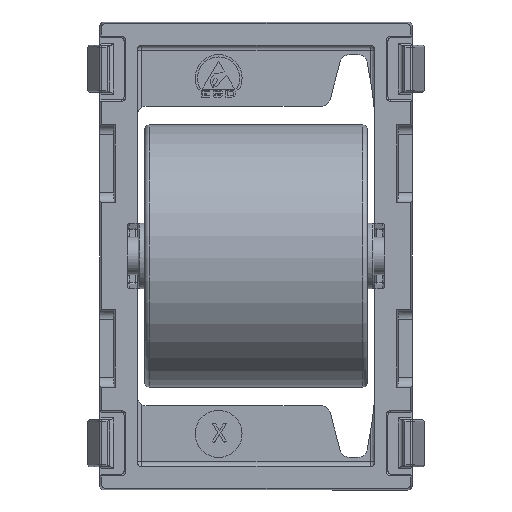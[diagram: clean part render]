
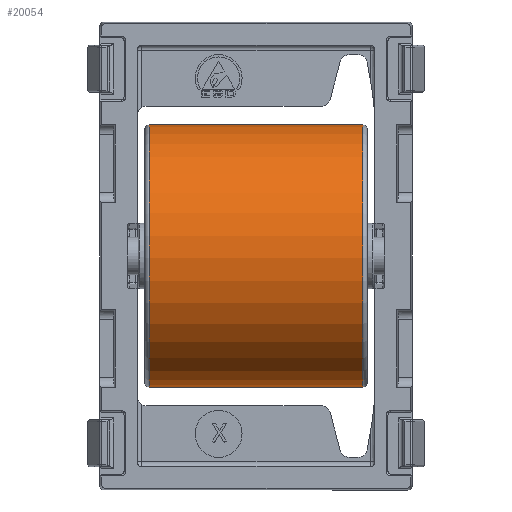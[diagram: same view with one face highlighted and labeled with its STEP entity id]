
A CAD part, front view. The second image highlights one B-rep face of the part: STEP entity #20054.
In plain terms, the highlighted cylindrical face has radius 14 mm (diameter 28 mm), a partial arc.
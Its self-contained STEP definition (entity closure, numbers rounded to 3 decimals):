
#545 = CARTESIAN_POINT ( 'NONE',  ( 14., 0., 11.9 ) ) ;
#584 = CYLINDRICAL_SURFACE ( 'NONE', #19880, 14. ) ;
#2856 = DIRECTION ( 'NONE',  ( 0., 0., -1. ) ) ;
#2934 = DIRECTION ( 'NONE',  ( 0., 0., -1. ) ) ;
#3808 = CARTESIAN_POINT ( 'NONE',  ( 14., 0., -11.4 ) ) ;
#4440 = VERTEX_POINT ( 'NONE', #7157 ) ;
#4538 = EDGE_CURVE ( 'NONE', #4440, #14584, #14541, .T. ) ;
#6345 = DIRECTION ( 'NONE',  ( 0., 0., -1. ) ) ;
#6659 = CARTESIAN_POINT ( 'NONE',  ( 0., 0., -11.4 ) ) ;
#6948 = VERTEX_POINT ( 'NONE', #3808 ) ;
#7157 = CARTESIAN_POINT ( 'NONE',  ( -14., 0., 11.4 ) ) ;
#8458 = DIRECTION ( 'NONE',  ( -1., 0., 0. ) ) ;
#8983 = DIRECTION ( 'NONE',  ( 1., 0., 0. ) ) ;
#9299 = EDGE_CURVE ( 'NONE', #4440, #14069, #20792, .T. ) ;
#10130 = LINE ( 'NONE', #545, #26996 ) ;
#11738 = AXIS2_PLACEMENT_3D ( 'NONE', #20110, #6345, #22417 ) ;
#13087 = DIRECTION ( 'NONE',  ( 0., 0., -1. ) ) ;
#14069 = VERTEX_POINT ( 'NONE', #15200 ) ;
#14541 = LINE ( 'NONE', #25814, #26039 ) ;
#14584 = VERTEX_POINT ( 'NONE', #20208 ) ;
#15200 = CARTESIAN_POINT ( 'NONE',  ( 14., 0., 11.4 ) ) ;
#15509 = AXIS2_PLACEMENT_3D ( 'NONE', #6659, #22749, #8983 ) ;
#15789 = EDGE_CURVE ( 'NONE', #14069, #6948, #10130, .T. ) ;
#16261 = ORIENTED_EDGE ( 'NONE', *, *, #23114, .T. ) ;
#16391 = ORIENTED_EDGE ( 'NONE', *, *, #15789, .T. ) ;
#19880 = AXIS2_PLACEMENT_3D ( 'NONE', #24502, #13087, #8458 ) ;
#20054 = ADVANCED_FACE ( 'NONE', ( #25002 ), #584, .T. ) ;
#20110 = CARTESIAN_POINT ( 'NONE',  ( 0., 0., 11.4 ) ) ;
#20208 = CARTESIAN_POINT ( 'NONE',  ( -14., 0., -11.4 ) ) ;
#20792 = CIRCLE ( 'NONE', #11738, 14. ) ;
#22417 = DIRECTION ( 'NONE',  ( 1., 0., 0. ) ) ;
#22507 = EDGE_LOOP ( 'NONE', ( #28340, #16391, #16261, #28725 ) ) ;
#22749 = DIRECTION ( 'NONE',  ( 0., 0., 1. ) ) ;
#23114 = EDGE_CURVE ( 'NONE', #6948, #14584, #29312, .T. ) ;
#24502 = CARTESIAN_POINT ( 'NONE',  ( 0., 0., 11.9 ) ) ;
#25002 = FACE_OUTER_BOUND ( 'NONE', #22507, .T. ) ;
#25814 = CARTESIAN_POINT ( 'NONE',  ( -14., 0., 11.9 ) ) ;
#26039 = VECTOR ( 'NONE', #2934, 1000. ) ;
#26996 = VECTOR ( 'NONE', #2856, 1000. ) ;
#28340 = ORIENTED_EDGE ( 'NONE', *, *, #9299, .T. ) ;
#28725 = ORIENTED_EDGE ( 'NONE', *, *, #4538, .F. ) ;
#29312 = CIRCLE ( 'NONE', #15509, 14. ) ;
